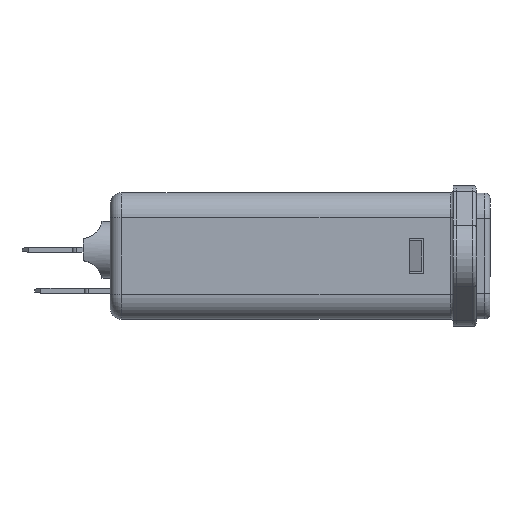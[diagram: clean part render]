
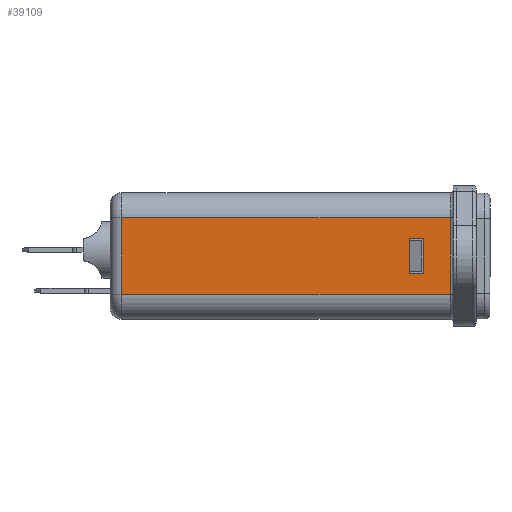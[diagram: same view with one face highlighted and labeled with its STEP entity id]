
A CAD part, left-side view. The second image highlights one B-rep face of the part: STEP entity #39109.
In plain terms, the highlighted planar face has unit normal (-1, 0, 0).
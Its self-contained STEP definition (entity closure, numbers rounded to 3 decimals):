
#186=FACE_BOUND('',#5665,.T.);
#3617=FACE_OUTER_BOUND('',#5664,.T.);
#5664=EDGE_LOOP('',(#33621,#33622,#33623,#33624));
#5665=EDGE_LOOP('',(#33625,#33626,#33627,#33628));
#9940=LINE('',#64803,#14239);
#9947=LINE('',#64817,#14246);
#9955=LINE('',#64832,#14254);
#9958=LINE('',#64837,#14257);
#9978=LINE('',#64917,#14277);
#9982=LINE('',#64926,#14281);
#9983=LINE('',#64930,#14282);
#9984=LINE('',#64931,#14283);
#14239=VECTOR('',#49149,10.);
#14246=VECTOR('',#49160,10.);
#14254=VECTOR('',#49174,10.);
#14257=VECTOR('',#49179,10.);
#14277=VECTOR('',#49267,10.);
#14281=VECTOR('',#49275,10.);
#14282=VECTOR('',#49280,10.);
#14283=VECTOR('',#49281,10.);
#17745=VERTEX_POINT('',#64801);
#17746=VERTEX_POINT('',#64802);
#17751=VERTEX_POINT('',#64816);
#17755=VERTEX_POINT('',#64831);
#17769=VERTEX_POINT('',#64874);
#17782=VERTEX_POINT('',#64911);
#17785=VERTEX_POINT('',#64925);
#17786=VERTEX_POINT('',#64929);
#23033=EDGE_CURVE('',#17745,#17746,#9940,.T.);
#23040=EDGE_CURVE('',#17746,#17751,#9947,.T.);
#23048=EDGE_CURVE('',#17751,#17755,#9955,.T.);
#23051=EDGE_CURVE('',#17755,#17745,#9958,.T.);
#23091=EDGE_CURVE('',#17769,#17782,#9978,.T.);
#23095=EDGE_CURVE('',#17782,#17785,#9982,.T.);
#23097=EDGE_CURVE('',#17786,#17769,#9983,.T.);
#23098=EDGE_CURVE('',#17785,#17786,#9984,.T.);
#33621=ORIENTED_EDGE('',*,*,#23091,.F.);
#33622=ORIENTED_EDGE('',*,*,#23097,.F.);
#33623=ORIENTED_EDGE('',*,*,#23098,.F.);
#33624=ORIENTED_EDGE('',*,*,#23095,.F.);
#33625=ORIENTED_EDGE('',*,*,#23048,.T.);
#33626=ORIENTED_EDGE('',*,*,#23051,.T.);
#33627=ORIENTED_EDGE('',*,*,#23033,.T.);
#33628=ORIENTED_EDGE('',*,*,#23040,.T.);
#35309=PLANE('',#41087);
#39109=ADVANCED_FACE('',(#3617,#186),#35309,.T.);
#41087=AXIS2_PLACEMENT_3D('',#64928,#49278,#49279);
#49149=DIRECTION('',(0.,0.,1.));
#49160=DIRECTION('',(0.,-1.,0.));
#49174=DIRECTION('',(0.,0.,-1.));
#49179=DIRECTION('',(0.,1.,0.));
#49267=DIRECTION('',(0.,0.,-1.));
#49275=DIRECTION('',(0.,1.,0.));
#49278=DIRECTION('center_axis',(-1.,0.,0.));
#49279=DIRECTION('ref_axis',(0.,0.,-1.));
#49280=DIRECTION('',(0.,-1.,0.));
#49281=DIRECTION('',(0.,0.,1.));
#64801=CARTESIAN_POINT('',(-24.003,-8.968,-2.632));
#64802=CARTESIAN_POINT('',(-24.003,-8.968,2.968));
#64803=CARTESIAN_POINT('',(-24.003,-8.968,6.593));
#64816=CARTESIAN_POINT('',(-24.003,-11.268,2.968));
#64817=CARTESIAN_POINT('',(-24.003,13.632,2.968));
#64831=CARTESIAN_POINT('',(-24.003,-11.268,-2.632));
#64832=CARTESIAN_POINT('',(-24.003,-11.268,3.793));
#64837=CARTESIAN_POINT('',(-24.003,14.782,-2.632));
#64874=CARTESIAN_POINT('',(-24.003,-15.468,6.218));
#64911=CARTESIAN_POINT('',(-24.003,-15.468,-5.882));
#64917=CARTESIAN_POINT('',(-24.003,-15.468,8.55));
#64925=CARTESIAN_POINT('',(-24.003,36.732,-5.882));
#64926=CARTESIAN_POINT('',(-24.003,38.532,-5.882));
#64928=CARTESIAN_POINT('Origin',(-24.003,38.532,10.218));
#64929=CARTESIAN_POINT('',(-24.003,36.732,6.218));
#64930=CARTESIAN_POINT('',(-24.003,38.532,6.218));
#64931=CARTESIAN_POINT('',(-24.003,36.732,5.193));
